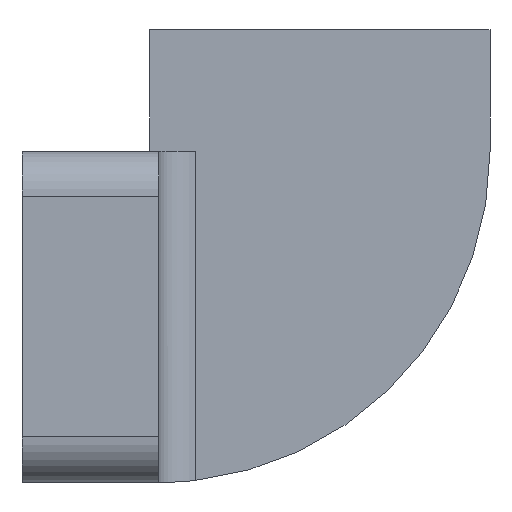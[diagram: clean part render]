
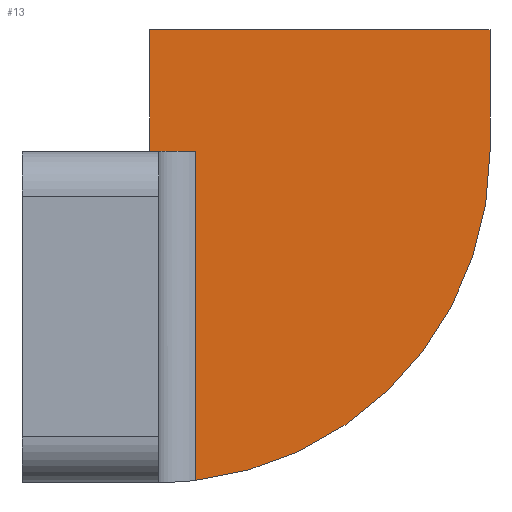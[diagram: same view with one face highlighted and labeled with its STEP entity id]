
A CAD part, front view. The second image highlights one B-rep face of the part: STEP entity #13.
In plain terms, the highlighted planar face has unit normal (0, -1, 0).
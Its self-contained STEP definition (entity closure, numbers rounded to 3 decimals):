
#3 = CARTESIAN_POINT ( 'NONE',  ( 54.5, -55., 20. ) ) ;
#13 = ADVANCED_FACE ( 'NONE', ( #1296 ), #578, .F. ) ;
#52 = LINE ( 'NONE', #355, #549 ) ;
#77 = AXIS2_PLACEMENT_3D ( 'NONE', #461, #1169, #562 ) ;
#88 = CARTESIAN_POINT ( 'NONE',  ( 0., -55., 0. ) ) ;
#105 = VECTOR ( 'NONE', #298, 1000. ) ;
#130 = CARTESIAN_POINT ( 'NONE',  ( -1.5, -55., 0. ) ) ;
#167 = LINE ( 'NONE', #619, #1202 ) ;
#182 = EDGE_CURVE ( 'NONE', #1184, #683, #167, .T. ) ;
#206 = VERTEX_POINT ( 'NONE', #130 ) ;
#211 = CARTESIAN_POINT ( 'NONE',  ( 6., -55., -54.169 ) ) ;
#257 = DIRECTION ( 'NONE',  ( 1., 0., 0. ) ) ;
#298 = DIRECTION ( 'NONE',  ( 0., 0., -1. ) ) ;
#321 = CARTESIAN_POINT ( 'NONE',  ( 54.5, -55., 0. ) ) ;
#340 = VERTEX_POINT ( 'NONE', #321 ) ;
#355 = CARTESIAN_POINT ( 'NONE',  ( 54.5, -55., 20. ) ) ;
#377 = DIRECTION ( 'NONE',  ( 0., 1., 0. ) ) ;
#379 = CIRCLE ( 'NONE', #77, 54.5 ) ;
#397 = ORIENTED_EDGE ( 'NONE', *, *, #182, .T. ) ;
#411 = AXIS2_PLACEMENT_3D ( 'NONE', #88, #377, #1287 ) ;
#432 = VECTOR ( 'NONE', #1195, 1000. ) ;
#461 = CARTESIAN_POINT ( 'NONE',  ( 0., -55., 0. ) ) ;
#515 = EDGE_CURVE ( 'NONE', #1279, #340, #52, .T. ) ;
#519 = CARTESIAN_POINT ( 'NONE',  ( -1.5, -55., 20. ) ) ;
#549 = VECTOR ( 'NONE', #1071, 1000. ) ;
#562 = DIRECTION ( 'NONE',  ( 0., 0., 1. ) ) ;
#578 = PLANE ( 'NONE',  #411 ) ;
#584 = CARTESIAN_POINT ( 'NONE',  ( 6., -55., 0. ) ) ;
#619 = CARTESIAN_POINT ( 'NONE',  ( 6., -55., -54.5 ) ) ;
#635 = ORIENTED_EDGE ( 'NONE', *, *, #921, .F. ) ;
#683 = VERTEX_POINT ( 'NONE', #211 ) ;
#696 = LINE ( 'NONE', #1099, #432 ) ;
#748 = VERTEX_POINT ( 'NONE', #519 ) ;
#823 = DIRECTION ( 'NONE',  ( 0., 0., -1. ) ) ;
#847 = CARTESIAN_POINT ( 'NONE',  ( 0., -55., 20. ) ) ;
#898 = CARTESIAN_POINT ( 'NONE',  ( -1.5, -55., 20. ) ) ;
#900 = LINE ( 'NONE', #898, #105 ) ;
#916 = ORIENTED_EDGE ( 'NONE', *, *, #515, .F. ) ;
#921 = EDGE_CURVE ( 'NONE', #748, #1279, #1212, .T. ) ;
#954 = ORIENTED_EDGE ( 'NONE', *, *, #1181, .T. ) ;
#984 = VECTOR ( 'NONE', #257, 1000. ) ;
#1004 = EDGE_CURVE ( 'NONE', #340, #683, #379, .T. ) ;
#1071 = DIRECTION ( 'NONE',  ( 0., 0., -1. ) ) ;
#1099 = CARTESIAN_POINT ( 'NONE',  ( 0., -55., 0. ) ) ;
#1159 = ORIENTED_EDGE ( 'NONE', *, *, #1004, .F. ) ;
#1169 = DIRECTION ( 'NONE',  ( 0., 1., 0. ) ) ;
#1181 = EDGE_CURVE ( 'NONE', #206, #1184, #696, .T. ) ;
#1184 = VERTEX_POINT ( 'NONE', #584 ) ;
#1195 = DIRECTION ( 'NONE',  ( 1., 0., 0. ) ) ;
#1202 = VECTOR ( 'NONE', #823, 1000. ) ;
#1212 = LINE ( 'NONE', #847, #984 ) ;
#1242 = ORIENTED_EDGE ( 'NONE', *, *, #1258, .T. ) ;
#1258 = EDGE_CURVE ( 'NONE', #748, #206, #900, .T. ) ;
#1279 = VERTEX_POINT ( 'NONE', #3 ) ;
#1283 = EDGE_LOOP ( 'NONE', ( #954, #397, #1159, #916, #635, #1242 ) ) ;
#1287 = DIRECTION ( 'NONE',  ( 0., 0., 1. ) ) ;
#1296 = FACE_OUTER_BOUND ( 'NONE', #1283, .T. ) ;
